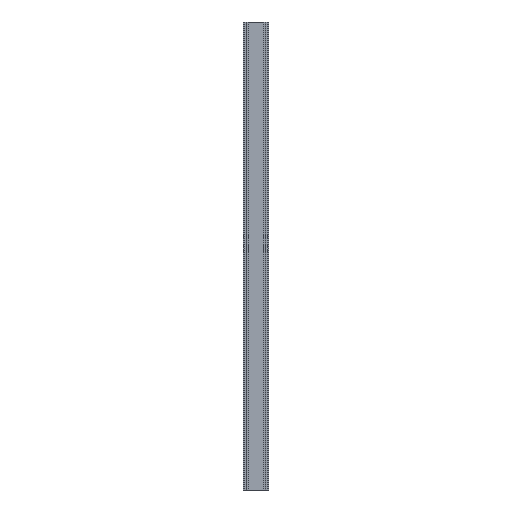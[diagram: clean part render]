
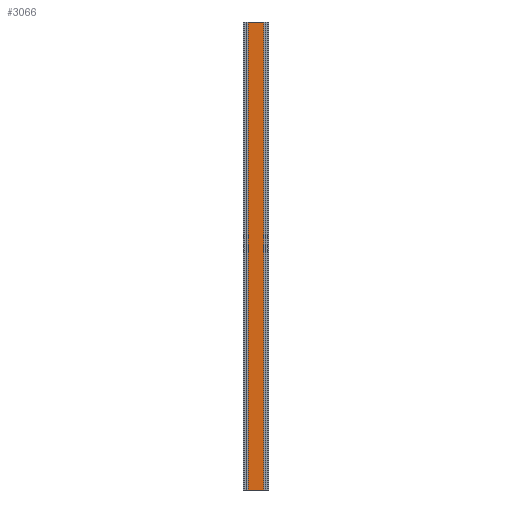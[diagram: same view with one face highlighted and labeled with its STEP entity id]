
A CAD part, left-side view. The second image highlights one B-rep face of the part: STEP entity #3066.
In plain terms, the highlighted planar face has unit normal (-1, 0, 0).
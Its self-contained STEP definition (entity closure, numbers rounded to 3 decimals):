
#11 = CARTESIAN_POINT ( 'NONE',  ( -7., 4.4, 0. ) ) ;
#382 = LINE ( 'NONE', #420, #7666 ) ;
#420 = CARTESIAN_POINT ( 'NONE',  ( -7., -4.5, 0. ) ) ;
#575 = VECTOR ( 'NONE', #6053, 1000. ) ;
#709 = VERTEX_POINT ( 'NONE', #1482 ) ;
#794 = ORIENTED_EDGE ( 'NONE', *, *, #7231, .T. ) ;
#840 = ORIENTED_EDGE ( 'NONE', *, *, #6273, .T. ) ;
#1482 = CARTESIAN_POINT ( 'NONE',  ( -7., 4.4, 271. ) ) ;
#1770 = DIRECTION ( 'NONE',  ( 0., 0., -1. ) ) ;
#1785 = CARTESIAN_POINT ( 'NONE',  ( -7., -4.5, 0. ) ) ;
#1795 = EDGE_CURVE ( 'NONE', #3119, #3451, #3508, .T. ) ;
#2412 = DIRECTION ( 'NONE',  ( 0., 1., 0. ) ) ;
#2961 = FACE_OUTER_BOUND ( 'NONE', #8037, .T. ) ;
#3066 = ADVANCED_FACE ( 'NONE', ( #2961 ), #8120, .F. ) ;
#3119 = VERTEX_POINT ( 'NONE', #6405 ) ;
#3451 = VERTEX_POINT ( 'NONE', #4911 ) ;
#3508 = LINE ( 'NONE', #7383, #575 ) ;
#3680 = ORIENTED_EDGE ( 'NONE', *, *, #1795, .T. ) ;
#4005 = CARTESIAN_POINT ( 'NONE',  ( -7., -4.5, 271. ) ) ;
#4098 = DIRECTION ( 'NONE',  ( 0., 1., 0. ) ) ;
#4672 = VECTOR ( 'NONE', #1770, 1000. ) ;
#4756 = VECTOR ( 'NONE', #4098, 1000. ) ;
#4853 = VERTEX_POINT ( 'NONE', #6801 ) ;
#4911 = CARTESIAN_POINT ( 'NONE',  ( -7., -4.4, 271. ) ) ;
#5368 = ORIENTED_EDGE ( 'NONE', *, *, #6420, .F. ) ;
#5731 = LINE ( 'NONE', #11, #4672 ) ;
#6053 = DIRECTION ( 'NONE',  ( 0., 0., 1. ) ) ;
#6166 = DIRECTION ( 'NONE',  ( 1., 0., 0. ) ) ;
#6273 = EDGE_CURVE ( 'NONE', #3451, #709, #7712, .T. ) ;
#6405 = CARTESIAN_POINT ( 'NONE',  ( -7., -4.4, 0. ) ) ;
#6420 = EDGE_CURVE ( 'NONE', #3119, #4853, #382, .T. ) ;
#6801 = CARTESIAN_POINT ( 'NONE',  ( -7., 4.4, 0. ) ) ;
#7228 = AXIS2_PLACEMENT_3D ( 'NONE', #1785, #6166, #2412 ) ;
#7231 = EDGE_CURVE ( 'NONE', #709, #4853, #5731, .T. ) ;
#7301 = DIRECTION ( 'NONE',  ( 0., 1., 0. ) ) ;
#7383 = CARTESIAN_POINT ( 'NONE',  ( -7., -4.4, 271. ) ) ;
#7666 = VECTOR ( 'NONE', #7301, 1000. ) ;
#7712 = LINE ( 'NONE', #4005, #4756 ) ;
#8037 = EDGE_LOOP ( 'NONE', ( #840, #794, #5368, #3680 ) ) ;
#8120 = PLANE ( 'NONE',  #7228 ) ;
